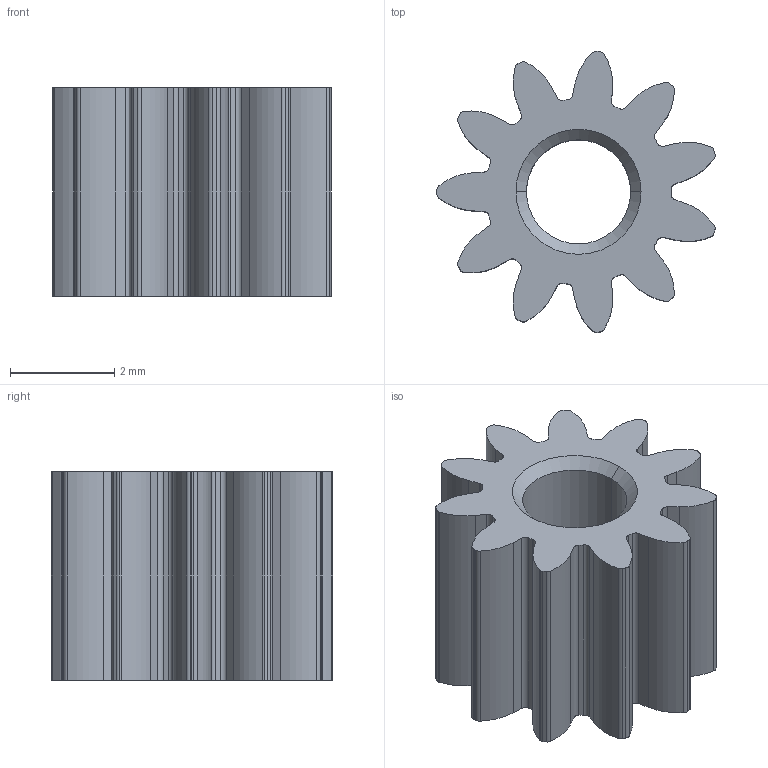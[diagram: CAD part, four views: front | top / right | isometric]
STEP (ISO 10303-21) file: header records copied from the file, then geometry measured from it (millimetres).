
FILE_DESCRIPTION (( 'STEP AP203' ), '1' );
FILE_NAME ('Gear00239.step', '2018-04-19T05:20:06', ( '' ), ( '' ), 'SwSTEP 2.0', 'SolidWorks 2012', '' );
FILE_SCHEMA (( 'CONFIG_CONTROL_DESIGN' ));
Length unit declared in the file: millimetre
Products named in the file (1): Gear00239
Bounding box: 5.34 x 5.4 x 4 mm (x, y, z)
Volume: 52.1 mm3; surface area: 158.1 mm2
Topology: 1 solids, 1 shells, 127 faces, 371 edges, 246 vertices
Faces by surface type: cylinder 77, plane 24, bspline 22, cone 4
Entity records: 4572 total; most frequent: CARTESIAN_POINT 1119, ORIENTED_EDGE 742, DIRECTION 697, EDGE_CURVE 371, AXIS2_PLACEMENT_3D 264, VERTEX_POINT 246, LINE 169, VECTOR 169
